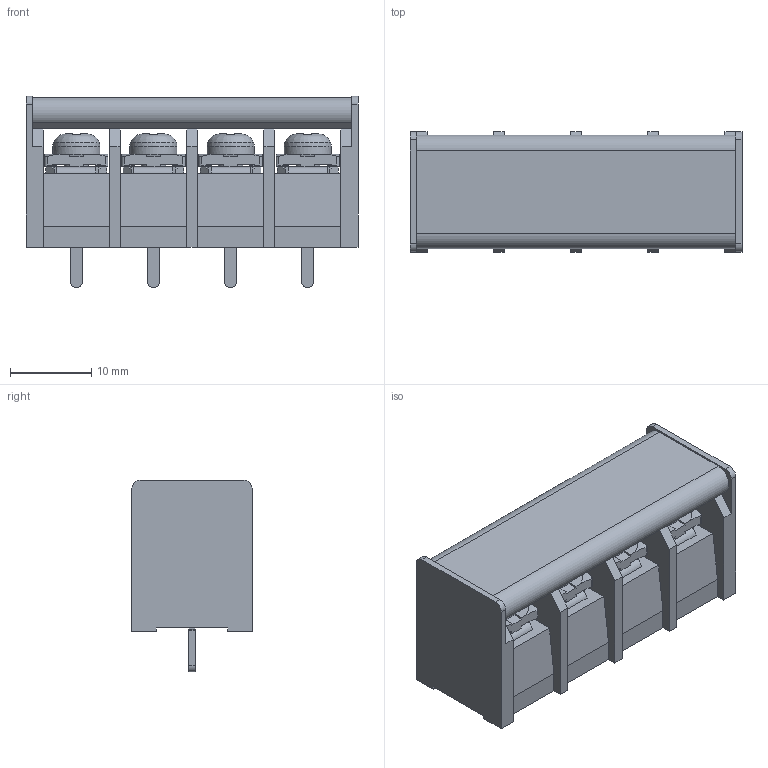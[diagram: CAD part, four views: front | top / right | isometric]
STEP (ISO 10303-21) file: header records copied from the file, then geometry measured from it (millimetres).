
FILE_DESCRIPTION( ( 'Unknown' ), '1' );
FILE_NAME( 'T14-EM1104.stp', 'Unknown', ( 'Unknown' ), ( 'Unknown' ), 'XStep 1.0', 'Unknown', ' ' );
FILE_SCHEMA( ( 'automotive_design' ) );
Length unit declared in the file: millimetre
Products named in the file (1): 1
Bounding box: 40.9 x 14.8 x 23.6 mm (x, y, z)
Volume: 5953.9 mm3; surface area: 7121.7 mm2
Topology: 1 solids, 1 shells, 748 faces, 2158 edges, 1412 vertices
Faces by surface type: plane 596, cylinder 76, revolution 36, bspline 20, cone 20
Full cylindrical faces by diameter (mm): 1 x2, 3 x4, 5.8 x4
Entity records: 25715 total; most frequent: CARTESIAN_POINT 6557, ORIENTED_EDGE 4240, DIRECTION 3642, EDGE_CURVE 2120, LINE 1412, VECTOR 1412, VERTEX_POINT 1400, AXIS2_PLACEMENT_3D 1097
